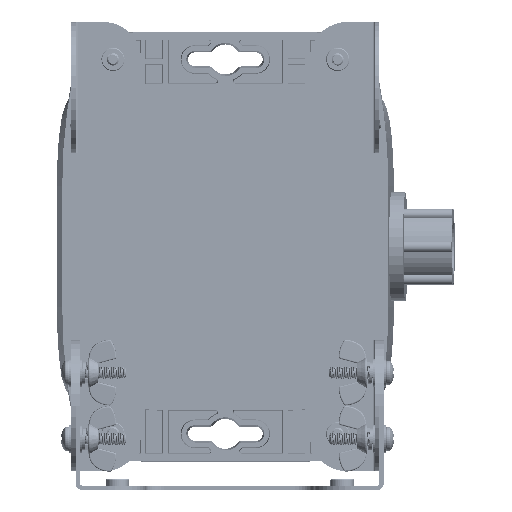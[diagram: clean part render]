
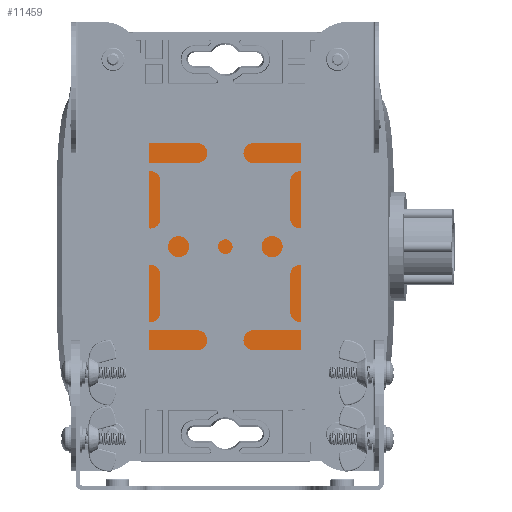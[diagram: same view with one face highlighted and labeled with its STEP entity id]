
A CAD part, front view. The second image highlights one B-rep face of the part: STEP entity #11459.
In plain terms, the highlighted planar face has unit normal (0, -1, 0).
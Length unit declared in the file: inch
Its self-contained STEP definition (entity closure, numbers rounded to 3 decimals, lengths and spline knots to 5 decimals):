
#3096 = DIRECTION ( 'NONE',  ( 0., 0., 1. ) ) ;
#3104 = DIRECTION ( 'NONE',  ( 0., 0., -1. ) ) ;
#5883 = EDGE_LOOP ( 'NONE', ( #18415, #66906, #25411, #103473 ) ) ;
#6420 = CARTESIAN_POINT ( 'NONE',  ( -1.51562, 0.01, -1.01563 ) ) ;
#11459 = ADVANCED_FACE ( 'N', ( #47528 ), #38710, .T. ) ;
#12561 = VECTOR ( 'NONE', #20655, 39.37008 ) ;
#18415 = ORIENTED_EDGE ( 'NONE', *, *, #107108, .T. ) ;
#20655 = DIRECTION ( 'NONE',  ( -1., 0., 0. ) ) ;
#23820 = LINE ( 'NONE', #111806, #105044 ) ;
#25411 = ORIENTED_EDGE ( 'NONE', *, *, #25814, .T. ) ;
#25814 = EDGE_CURVE ( 'NONE', #102326, #95964, #48236, .T. ) ;
#31873 = EDGE_CURVE ( 'NONE', #72900, #102326, #65220, .T. ) ;
#34681 = VECTOR ( 'NONE', #3096, 39.37008 ) ;
#38145 = DIRECTION ( 'NONE',  ( 0., 0., -1. ) ) ;
#38710 = PLANE ( 'NONE',  #114459 ) ;
#47528 = FACE_OUTER_BOUND ( 'NONE', #5883, .T. ) ;
#47669 = CARTESIAN_POINT ( 'NONE',  ( 1.51563, 0.01, 1.01563 ) ) ;
#48236 = LINE ( 'NONE', #84019, #96230 ) ;
#57476 = CARTESIAN_POINT ( 'NONE',  ( -1.51562, 0.01, -1.01563 ) ) ;
#58054 = DIRECTION ( 'NONE',  ( 0., -1., 0. ) ) ;
#59419 = VERTEX_POINT ( 'NONE', #112299 ) ;
#65220 = LINE ( 'NONE', #100970, #12561 ) ;
#66906 = ORIENTED_EDGE ( 'NONE', *, *, #31873, .T. ) ;
#70459 = CARTESIAN_POINT ( 'NONE',  ( -1.51562, 0.01, 1.01563 ) ) ;
#72900 = VERTEX_POINT ( 'NONE', #90675 ) ;
#84019 = CARTESIAN_POINT ( 'NONE',  ( -1.51562, 0.01, 1.01563 ) ) ;
#88489 = EDGE_CURVE ( 'NONE', #95964, #59419, #23820, .T. ) ;
#90675 = CARTESIAN_POINT ( 'NONE',  ( 1.51563, 0.01, 1.01563 ) ) ;
#91064 = LINE ( 'NONE', #47669, #34681 ) ;
#95964 = VERTEX_POINT ( 'NONE', #6420 ) ;
#96230 = VECTOR ( 'NONE', #3104, 39.37008 ) ;
#100970 = CARTESIAN_POINT ( 'NONE',  ( -1.51562, 0.01, 1.01563 ) ) ;
#102326 = VERTEX_POINT ( 'NONE', #70459 ) ;
#103032 = DIRECTION ( 'NONE',  ( 1., 0., 0. ) ) ;
#103473 = ORIENTED_EDGE ( 'NONE', *, *, #88489, .T. ) ;
#105044 = VECTOR ( 'NONE', #103032, 39.37008 ) ;
#107108 = EDGE_CURVE ( 'NONE', #59419, #72900, #91064, .T. ) ;
#111806 = CARTESIAN_POINT ( 'NONE',  ( -1.51562, 0.01, -1.01563 ) ) ;
#112299 = CARTESIAN_POINT ( 'NONE',  ( 1.51563, 0.01, -1.01563 ) ) ;
#114459 = AXIS2_PLACEMENT_3D ( 'NONE', #57476, #58054, #38145 ) ;
